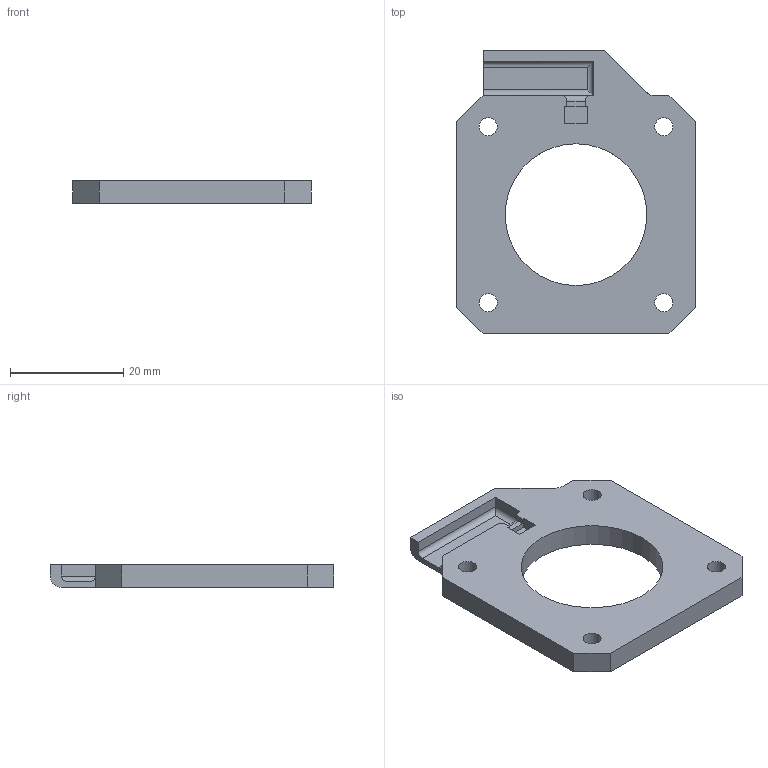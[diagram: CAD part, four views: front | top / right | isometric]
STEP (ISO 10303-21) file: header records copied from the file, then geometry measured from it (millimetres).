
FILE_DESCRIPTION(/* description */ (''),/* implementation_level */ '2;1');
FILE_NAME(/* name */ 'Hall Effect Stepper Mount.stp',/* time_stamp */ '2020-06-08T18:40:04+01:00',/* author */ ('isaac879'),/* organization */ (''),/* preprocessor_version */ 'ST-DEVELOPER v18',/* originating_system */ 'Autodesk Inventor 2020',/* authorisation */ '');
FILE_SCHEMA (('AUTOMOTIVE_DESIGN { 1 0 10303 214 3 1 1 }'));
Length unit declared in the file: millimetre
Products named in the file (1): Hall Effect Stepper Mount
Bounding box: 42 x 50 x 4 mm (x, y, z)
Volume: 5209.1 mm3; surface area: 4044.9 mm2
Topology: 1 solids, 1 shells, 41 faces, 108 edges, 69 vertices
Faces by surface type: plane 26, cylinder 14, bspline 1
Full cylindrical faces by diameter (mm): 3.2 x4, 25 x1
Entity records: 1346 total; most frequent: CARTESIAN_POINT 255, ORIENTED_EDGE 216, DIRECTION 213, EDGE_CURVE 108, LINE 83, VECTOR 83, VERTEX_POINT 69, AXIS2_PLACEMENT_3D 65
